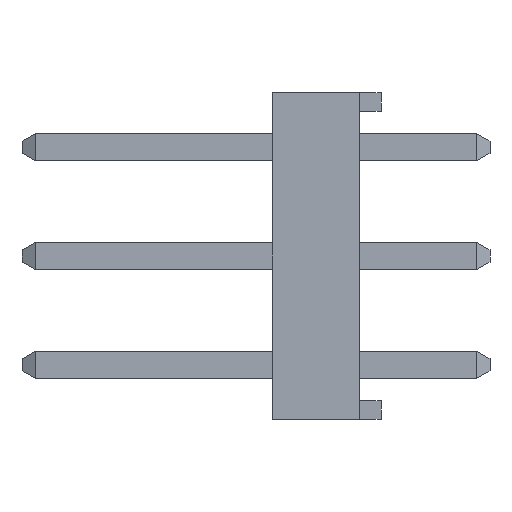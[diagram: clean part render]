
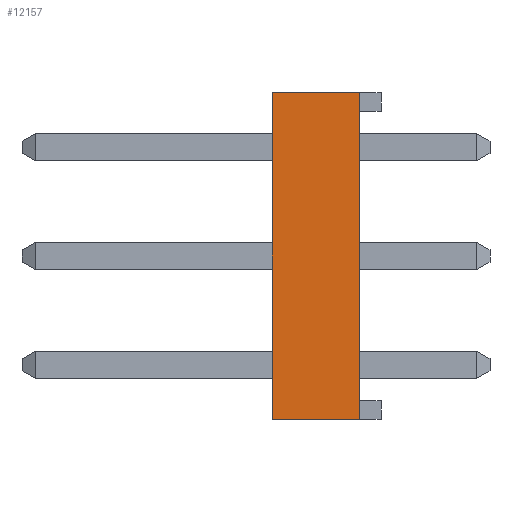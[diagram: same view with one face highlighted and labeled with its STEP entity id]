
A CAD part, left-side view. The second image highlights one B-rep face of the part: STEP entity #12157.
In plain terms, the highlighted planar face has unit normal (-1, 0, 0).
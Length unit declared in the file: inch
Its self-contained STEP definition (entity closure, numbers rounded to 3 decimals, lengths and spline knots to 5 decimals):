
#2575=ORIENTED_EDGE('',*,*,#4957,.F.);
#2576=ORIENTED_EDGE('',*,*,#4471,.F.);
#2577=ORIENTED_EDGE('',*,*,#4958,.F.);
#2578=ORIENTED_EDGE('',*,*,#4540,.T.);
#4471=EDGE_CURVE('',#5785,#5786,#7173,.T.);
#4540=EDGE_CURVE('',#5835,#5834,#7242,.T.);
#4957=EDGE_CURVE('',#5786,#5834,#7659,.T.);
#4958=EDGE_CURVE('',#5835,#5785,#7660,.T.);
#5785=VERTEX_POINT('',#18216);
#5786=VERTEX_POINT('',#18218);
#5834=VERTEX_POINT('',#18340);
#5835=VERTEX_POINT('',#18342);
#7173=LINE('',#18217,#8851);
#7242=LINE('',#18341,#8920);
#7659=LINE('',#19162,#9337);
#7660=LINE('',#19163,#9338);
#8851=VECTOR('',#14857,39.37008);
#8920=VECTOR('',#14938,39.37008);
#9337=VECTOR('',#15655,39.37008);
#9338=VECTOR('',#15656,39.37008);
#10027=EDGE_LOOP('',(#2575,#2576,#2577,#2578));
#10773=FACE_BOUND('',#10027,.T.);
#11483=PLANE('',#12858);
#12157=ADVANCED_FACE('',(#10773),#11483,.F.);
#12858=AXIS2_PLACEMENT_3D('',#19161,#15653,#15654);
#14857=DIRECTION('',(0.,-1.,0.));
#14938=DIRECTION('',(0.,-1.,0.));
#15653=DIRECTION('',(1.,0.,0.));
#15654=DIRECTION('',(0.,0.,-1.));
#15655=DIRECTION('',(0.,0.,-1.));
#15656=DIRECTION('',(0.,0.,1.));
#18216=CARTESIAN_POINT('',(-0.3,0.1,0.15));
#18217=CARTESIAN_POINT('',(-0.3,0.1,0.15));
#18218=CARTESIAN_POINT('',(-0.3,0.02,0.15));
#18340=CARTESIAN_POINT('',(-0.3,0.02,-0.15));
#18341=CARTESIAN_POINT('',(-0.3,0.1,-0.15));
#18342=CARTESIAN_POINT('',(-0.3,0.1,-0.15));
#19161=CARTESIAN_POINT('',(-0.3,0.1,-0.15));
#19162=CARTESIAN_POINT('',(-0.3,0.02,-0.15));
#19163=CARTESIAN_POINT('',(-0.3,0.1,-0.15));
